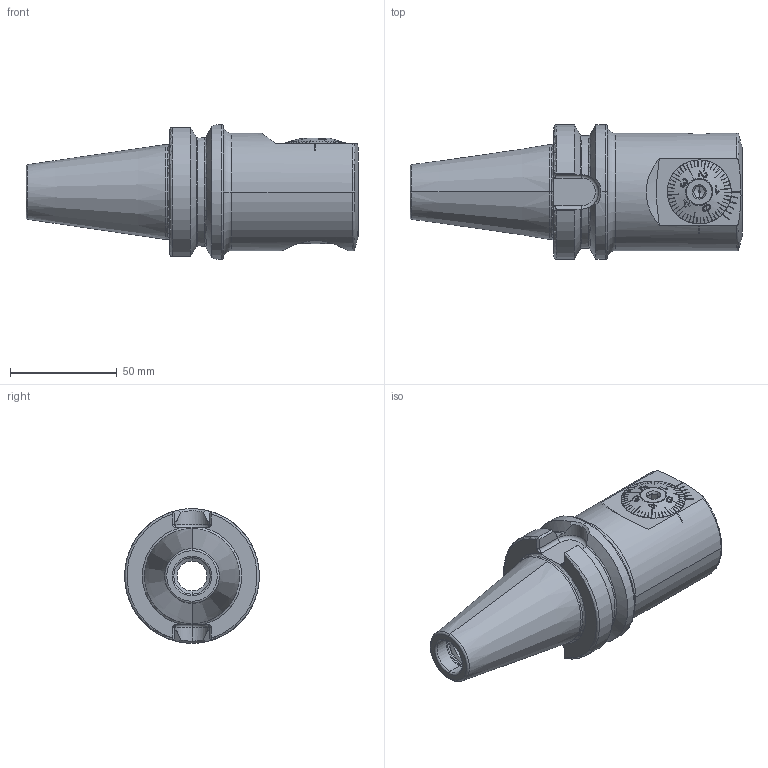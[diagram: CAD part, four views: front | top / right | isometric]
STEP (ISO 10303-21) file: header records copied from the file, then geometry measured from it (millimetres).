
FILE_DESCRIPTION (( 'STEP AP203' ), '1' );
FILE_NAME ('B08.540.055.090.STEP', '2018-02-21T10:50:10', ( 'SWIAdmin' ), ( 'Hewlett-Packard Company' ), 'SwSTEP 2.0', 'SolidWorks 2017', '' );
FILE_SCHEMA (( 'CONFIG_CONTROL_DESIGN' ));
Length unit declared in the file: millimetre
Products named in the file (18): A55-BG1.011.041_E; A55-BG2.015.007_B; A55-BG1.012.007_B; A55-BG1.014.041; A55-BG1.011.041; A55-BG3.011.033_A_PreviewCfg; A55-BG2.012.006_B; Klebstoff D10; A55-BG2.013.005_C; WCB-ER2.001.009_A; DIN 3771 - 25x1.5; B08.540.055.090; BT4-A55.K00.090_B; ISO 4026 - M10 x 16; ISO 4026 - M10 x 8_PreviewCfg; A55-BG2.011.016_E; ISO 4026 - M10 x 16_PreviewCfg; A55-BG2.014.007_A
Assembly tree (19 placements, depth 4):
  B08.540.055.090
    BT4-A55.K00.090_B
    ISO 4026 - M10 x 8_PreviewCfg
    ISO 4026 - M10 x 16_PreviewCfg  x2
    A55-BG1.014.041
      A55-BG1.011.041
        A55-BG1.011.041_E
        A55-BG1.012.007_B
      A55-BG2.012.006_B
      A55-BG2.013.005_C
      DIN 3771 - 25x1.5
      ISO 4026 - M10 x 16  x2
      A55-BG2.015.007_B
        A55-BG2.011.016_E
        A55-BG2.014.007_A
    A55-BG3.011.033_A_PreviewCfg
    Klebstoff D10
    WCB-ER2.001.009_A
Bounding box: 155.4 x 63 x 63 mm (x, y, z)
Volume: 245657.7 mm3; surface area: 56236.9 mm2
Topology: 16 solids, 16 shells, 772 faces, 2002 edges, 1268 vertices
Faces by surface type: plane 330, cone 179, cylinder 145, torus 72, bspline 44, sphere 2
Entity records: 29728 total; most frequent: CARTESIAN_POINT 10431, ORIENTED_EDGE 3868, DIRECTION 3303, EDGE_CURVE 1934, AXIS2_PLACEMENT_3D 1287, VERTEX_POINT 1228, EDGE_LOOP 784, FACE_OUTER_BOUND 742
